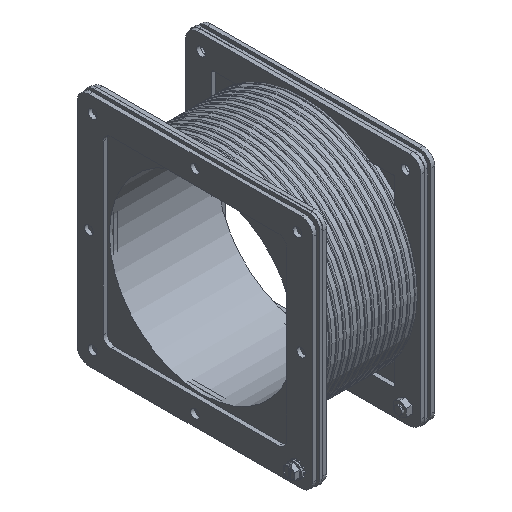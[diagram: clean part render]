
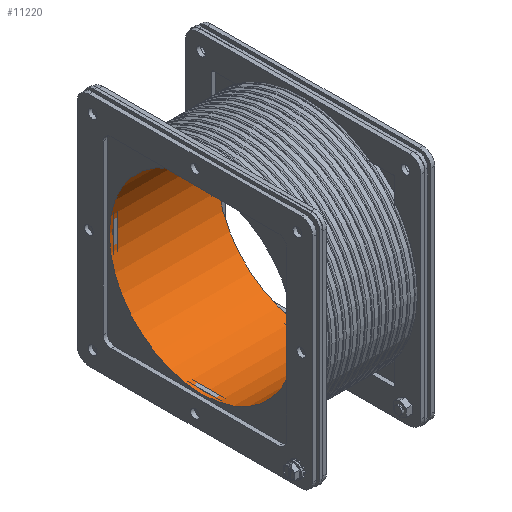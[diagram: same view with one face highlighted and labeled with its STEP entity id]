
A CAD part, isometric view. The second image highlights one B-rep face of the part: STEP entity #11220.
In plain terms, the highlighted cylindrical face has radius 76.2 mm (diameter 152.4 mm), a full revolution.
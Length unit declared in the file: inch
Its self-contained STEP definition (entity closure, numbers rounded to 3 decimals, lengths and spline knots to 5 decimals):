
#184 = DIRECTION ( 'NONE',  ( 0., 0., 1. ) ) ;
#433 = VERTEX_POINT ( 'NONE', #4013 ) ;
#510 = CARTESIAN_POINT ( 'NONE',  ( -1.75, 0., 0. ) ) ;
#1336 = DIRECTION ( 'NONE',  ( 1., 0., 0. ) ) ;
#1931 = CIRCLE ( 'NONE', #9999, 3. ) ;
#3408 = AXIS2_PLACEMENT_3D ( 'NONE', #510, #1336, #11194 ) ;
#4013 = CARTESIAN_POINT ( 'NONE',  ( -1.75, 0., 3. ) ) ;
#4533 = CIRCLE ( 'NONE', #3408, 3. ) ;
#4872 = CARTESIAN_POINT ( 'NONE',  ( 1.75, 0., 0. ) ) ;
#5113 = EDGE_LOOP ( 'NONE', ( #9395 ) ) ;
#5311 = DIRECTION ( 'NONE',  ( 0., 0., 1. ) ) ;
#5369 = CARTESIAN_POINT ( 'NONE',  ( 1.75, 0., 0. ) ) ;
#5760 = CYLINDRICAL_SURFACE ( 'NONE', #7031, 3. ) ;
#5974 = EDGE_LOOP ( 'NONE', ( #8422 ) ) ;
#6269 = DIRECTION ( 'NONE',  ( -1., 0., 0. ) ) ;
#7013 = VERTEX_POINT ( 'NONE', #11530 ) ;
#7031 = AXIS2_PLACEMENT_3D ( 'NONE', #4872, #10217, #184 ) ;
#8382 = EDGE_CURVE ( 'NONE', #433, #433, #4533, .T. ) ;
#8422 = ORIENTED_EDGE ( 'NONE', *, *, #8382, .F. ) ;
#9395 = ORIENTED_EDGE ( 'NONE', *, *, #9563, .F. ) ;
#9563 = EDGE_CURVE ( 'NONE', #7013, #7013, #1931, .T. ) ;
#9997 = FACE_OUTER_BOUND ( 'NONE', #5113, .T. ) ;
#9999 = AXIS2_PLACEMENT_3D ( 'NONE', #5369, #6269, #5311 ) ;
#10217 = DIRECTION ( 'NONE',  ( -1., 0., 0. ) ) ;
#10873 = FACE_OUTER_BOUND ( 'NONE', #5974, .T. ) ;
#11194 = DIRECTION ( 'NONE',  ( 0., 0., 1. ) ) ;
#11220 = ADVANCED_FACE ( 'NONE', ( #10873, #9997 ), #5760, .F. ) ;
#11530 = CARTESIAN_POINT ( 'NONE',  ( 1.75, 0., 3. ) ) ;
